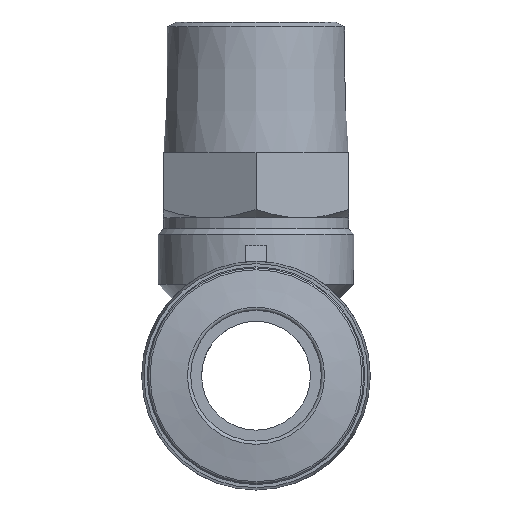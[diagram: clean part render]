
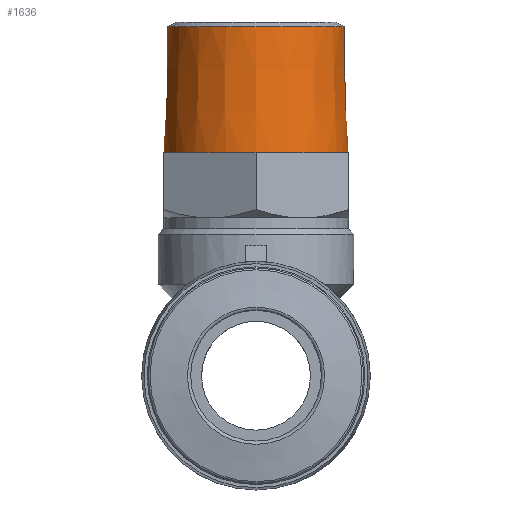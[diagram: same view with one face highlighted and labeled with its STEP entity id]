
A CAD part, left-side view. The second image highlights one B-rep face of the part: STEP entity #1636.
In plain terms, the highlighted conical face has half-angle 1.788 degrees and reference radius 8.145 mm.
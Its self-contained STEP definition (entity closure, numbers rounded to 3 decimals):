
#54=B_SPLINE_CURVE_WITH_KNOTS('',3,(#2480,#2481,#2482,#2483),
 .UNSPECIFIED.,.F.,.F.,(4,4),(0.,1.),.UNSPECIFIED.);
#55=B_SPLINE_CURVE_WITH_KNOTS('',3,(#2489,#2490,#2491,#2492),
 .UNSPECIFIED.,.F.,.F.,(4,4),(0.,1.),.UNSPECIFIED.);
#56=B_SPLINE_CURVE_WITH_KNOTS('',3,(#2495,#2496,#2497,#2498),
 .UNSPECIFIED.,.F.,.F.,(4,4),(0.,1.),.UNSPECIFIED.);
#57=B_SPLINE_CURVE_WITH_KNOTS('',3,(#2501,#2502,#2503,#2504),
 .UNSPECIFIED.,.F.,.F.,(4,4),(0.,1.),.UNSPECIFIED.);
#58=B_SPLINE_CURVE_WITH_KNOTS('',3,(#2506,#2507,#2508,#2509),
 .UNSPECIFIED.,.F.,.F.,(4,4),(0.,1.),.UNSPECIFIED.);
#81=CONICAL_SURFACE('',#1786,8.145,0.031);
#427=ORIENTED_EDGE('',*,*,#585,.F.);
#428=ORIENTED_EDGE('',*,*,#473,.T.);
#429=ORIENTED_EDGE('',*,*,#569,.T.);
#430=ORIENTED_EDGE('',*,*,#580,.T.);
#431=ORIENTED_EDGE('',*,*,#578,.T.);
#432=ORIENTED_EDGE('',*,*,#461,.T.);
#433=ORIENTED_EDGE('',*,*,#577,.T.);
#434=ORIENTED_EDGE('',*,*,#464,.T.);
#435=ORIENTED_EDGE('',*,*,#575,.T.);
#436=ORIENTED_EDGE('',*,*,#467,.T.);
#437=ORIENTED_EDGE('',*,*,#573,.T.);
#438=ORIENTED_EDGE('',*,*,#470,.T.);
#439=ORIENTED_EDGE('',*,*,#588,.T.);
#461=EDGE_CURVE('',#598,#599,#700,.F.);
#464=EDGE_CURVE('',#601,#602,#701,.F.);
#467=EDGE_CURVE('',#604,#605,#702,.F.);
#470=EDGE_CURVE('',#607,#608,#703,.F.);
#473=EDGE_CURVE('',#610,#611,#704,.F.);
#569=EDGE_CURVE('',#611,#688,#54,.F.);
#573=EDGE_CURVE('',#605,#607,#55,.F.);
#575=EDGE_CURVE('',#602,#604,#56,.F.);
#577=EDGE_CURVE('',#599,#601,#57,.F.);
#578=EDGE_CURVE('',#689,#598,#58,.F.);
#580=EDGE_CURVE('',#688,#689,#751,.F.);
#585=EDGE_CURVE('',#610,#608,#752,.T.);
#588=EDGE_CURVE('',#692,#692,#755,.T.);
#598=VERTEX_POINT('',#2145);
#599=VERTEX_POINT('',#2146);
#601=VERTEX_POINT('',#2152);
#602=VERTEX_POINT('',#2153);
#604=VERTEX_POINT('',#2159);
#605=VERTEX_POINT('',#2160);
#607=VERTEX_POINT('',#2166);
#608=VERTEX_POINT('',#2167);
#610=VERTEX_POINT('',#2173);
#611=VERTEX_POINT('',#2174);
#688=VERTEX_POINT('',#2479);
#689=VERTEX_POINT('',#2510);
#692=VERTEX_POINT('',#2533);
#700=CIRCLE('',#1656,8.506);
#701=CIRCLE('',#1658,8.506);
#702=CIRCLE('',#1660,8.506);
#703=CIRCLE('',#1662,8.506);
#704=CIRCLE('',#1664,8.506);
#751=CIRCLE('',#1772,8.506);
#752=CIRCLE('',#1780,8.506);
#755=CIRCLE('',#1785,8.145);
#866=EDGE_LOOP('',(#427,#428,#429,#430,#431,#432,#433,#434,#435,#436,#437,
#438));
#867=EDGE_LOOP('',(#439));
#989=FACE_BOUND('',#866,.T.);
#990=FACE_BOUND('',#867,.T.);
#1636=ADVANCED_FACE('',(#989,#990),#81,.T.);
#1656=AXIS2_PLACEMENT_3D('',#2144,#1814,#1815);
#1658=AXIS2_PLACEMENT_3D('',#2151,#1820,#1821);
#1660=AXIS2_PLACEMENT_3D('',#2158,#1826,#1827);
#1662=AXIS2_PLACEMENT_3D('',#2165,#1832,#1833);
#1664=AXIS2_PLACEMENT_3D('',#2172,#1838,#1839);
#1772=AXIS2_PLACEMENT_3D('',#2513,#2073,#2074);
#1780=AXIS2_PLACEMENT_3D('',#2525,#2093,#2094);
#1785=AXIS2_PLACEMENT_3D('',#2532,#2103,#2104);
#1786=AXIS2_PLACEMENT_3D('',#2534,#2105,#2106);
#1814=DIRECTION('',(0.,0.,-1.));
#1815=DIRECTION('',(-1.,0.,0.));
#1820=DIRECTION('',(0.,0.,-1.));
#1821=DIRECTION('',(-1.,0.,0.));
#1826=DIRECTION('',(0.,0.,-1.));
#1827=DIRECTION('',(-1.,0.,0.));
#1832=DIRECTION('',(0.,0.,-1.));
#1833=DIRECTION('',(-1.,0.,0.));
#1838=DIRECTION('',(0.,0.,-1.));
#1839=DIRECTION('',(-1.,0.,0.));
#2073=DIRECTION('',(0.,0.,-1.));
#2074=DIRECTION('',(-1.,0.,0.));
#2093=DIRECTION('',(0.,0.,-1.));
#2094=DIRECTION('',(-1.,0.,0.));
#2103=DIRECTION('',(0.,0.,-1.));
#2104=DIRECTION('',(-1.,0.,0.));
#2105=DIRECTION('',(0.,0.,-1.));
#2106=DIRECTION('',(-1.,0.,0.));
#2144=CARTESIAN_POINT('',(0.,0.,20.5));
#2145=CARTESIAN_POINT('',(-7.204,-4.523,20.5));
#2146=CARTESIAN_POINT('',(-0.315,-8.5,20.5));
#2151=CARTESIAN_POINT('',(0.,0.,20.5));
#2152=CARTESIAN_POINT('',(0.315,-8.5,20.5));
#2153=CARTESIAN_POINT('',(7.204,-4.523,20.5));
#2158=CARTESIAN_POINT('',(0.,0.,20.5));
#2159=CARTESIAN_POINT('',(7.519,-3.977,20.5));
#2160=CARTESIAN_POINT('',(7.519,3.977,20.5));
#2165=CARTESIAN_POINT('',(0.,0.,20.5));
#2166=CARTESIAN_POINT('',(7.204,4.523,20.5));
#2167=CARTESIAN_POINT('',(0.315,8.5,20.5));
#2172=CARTESIAN_POINT('',(0.,0.,20.5));
#2173=CARTESIAN_POINT('',(-0.315,8.5,20.5));
#2174=CARTESIAN_POINT('',(-7.204,4.523,20.5));
#2479=CARTESIAN_POINT('',(-7.519,3.977,20.5));
#2480=CARTESIAN_POINT('',(-7.519,3.977,20.5));
#2481=CARTESIAN_POINT('',(-7.414,4.159,20.5));
#2482=CARTESIAN_POINT('',(-7.309,4.341,20.5));
#2483=CARTESIAN_POINT('',(-7.204,4.523,20.5));
#2489=CARTESIAN_POINT('',(7.204,4.523,20.5));
#2490=CARTESIAN_POINT('',(7.309,4.341,20.5));
#2491=CARTESIAN_POINT('',(7.414,4.159,20.5));
#2492=CARTESIAN_POINT('',(7.519,3.977,20.5));
#2495=CARTESIAN_POINT('',(7.519,-3.977,20.5));
#2496=CARTESIAN_POINT('',(7.414,-4.159,20.5));
#2497=CARTESIAN_POINT('',(7.309,-4.341,20.5));
#2498=CARTESIAN_POINT('',(7.204,-4.523,20.5));
#2501=CARTESIAN_POINT('',(0.315,-8.5,20.5));
#2502=CARTESIAN_POINT('',(0.105,-8.5,20.5));
#2503=CARTESIAN_POINT('',(-0.105,-8.5,20.5));
#2504=CARTESIAN_POINT('',(-0.315,-8.5,20.5));
#2506=CARTESIAN_POINT('',(-7.204,-4.523,20.5));
#2507=CARTESIAN_POINT('',(-7.309,-4.341,20.5));
#2508=CARTESIAN_POINT('',(-7.414,-4.159,20.5));
#2509=CARTESIAN_POINT('',(-7.519,-3.977,20.5));
#2510=CARTESIAN_POINT('',(-7.519,-3.977,20.5));
#2513=CARTESIAN_POINT('',(0.,0.,20.5));
#2525=CARTESIAN_POINT('',(0.,0.,20.5));
#2532=CARTESIAN_POINT('',(0.,0.,32.047));
#2533=CARTESIAN_POINT('',(-8.145,0.,32.047));
#2534=CARTESIAN_POINT('',(0.,0.,32.047));
